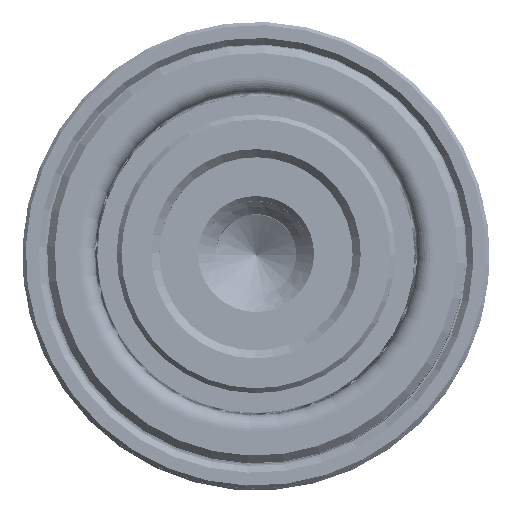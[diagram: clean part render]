
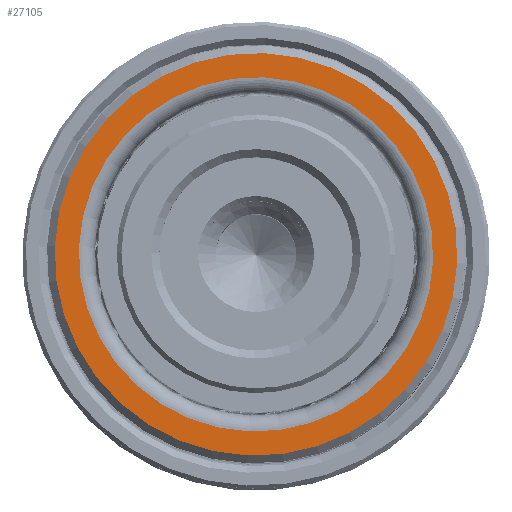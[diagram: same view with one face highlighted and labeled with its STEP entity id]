
A CAD part, top view. The second image highlights one B-rep face of the part: STEP entity #27105.
In plain terms, the highlighted planar face has unit normal (0, 0, 1).
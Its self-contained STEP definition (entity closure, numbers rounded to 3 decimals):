
#118 = DIRECTION ( 'NONE',  ( 1., 0., 0. ) ) ;
#734 = ORIENTED_EDGE ( 'NONE', *, *, #19239, .T. ) ;
#1492 = CARTESIAN_POINT ( 'NONE',  ( 12.5, 0., 40. ) ) ;
#1805 = AXIS2_PLACEMENT_3D ( 'NONE', #15324, #35519, #18211 ) ;
#2232 = CARTESIAN_POINT ( 'NONE',  ( 0., 0., 40. ) ) ;
#5174 = DIRECTION ( 'NONE',  ( 1., 0., 0. ) ) ;
#5314 = CIRCLE ( 'NONE', #33830, 12.5 ) ;
#5757 = CIRCLE ( 'NONE', #1805, 12.5 ) ;
#6081 = CARTESIAN_POINT ( 'NONE',  ( 11., 0., 40. ) ) ;
#8609 = CIRCLE ( 'NONE', #29190, 11. ) ;
#8779 = VERTEX_POINT ( 'NONE', #6081 ) ;
#9963 = ORIENTED_EDGE ( 'NONE', *, *, #10990, .T. ) ;
#9972 = VERTEX_POINT ( 'NONE', #35773 ) ;
#10990 = EDGE_CURVE ( 'NONE', #8779, #9972, #8609, .T. ) ;
#11691 = EDGE_LOOP ( 'NONE', ( #19355, #734 ) ) ;
#11731 = CARTESIAN_POINT ( 'NONE',  ( -12.5, 0., 40. ) ) ;
#12067 = DIRECTION ( 'NONE',  ( 1., 0., 0. ) ) ;
#15324 = CARTESIAN_POINT ( 'NONE',  ( 0., 0., 40. ) ) ;
#16495 = FACE_BOUND ( 'NONE', #23294, .T. ) ;
#16946 = ORIENTED_EDGE ( 'NONE', *, *, #26295, .T. ) ;
#17021 = DIRECTION ( 'NONE',  ( 0., 0., -1. ) ) ;
#17591 = DIRECTION ( 'NONE',  ( 0., 0., 1. ) ) ;
#17758 = CARTESIAN_POINT ( 'NONE',  ( 0., 0., 40. ) ) ;
#18211 = DIRECTION ( 'NONE',  ( 1., 0., 0. ) ) ;
#19239 = EDGE_CURVE ( 'NONE', #30953, #34879, #5314, .T. ) ;
#19355 = ORIENTED_EDGE ( 'NONE', *, *, #35029, .T. ) ;
#22565 = DIRECTION ( 'NONE',  ( 0., 0., -1. ) ) ;
#23294 = EDGE_LOOP ( 'NONE', ( #9963, #16946 ) ) ;
#23534 = PLANE ( 'NONE',  #24341 ) ;
#24341 = AXIS2_PLACEMENT_3D ( 'NONE', #17758, #29408, #12067 ) ;
#25544 = CIRCLE ( 'NONE', #37420, 11. ) ;
#26295 = EDGE_CURVE ( 'NONE', #9972, #8779, #25544, .T. ) ;
#27105 = ADVANCED_FACE ( 'NONE', ( #16495, #31893 ), #23534, .T. ) ;
#29190 = AXIS2_PLACEMENT_3D ( 'NONE', #34317, #17021, #37227 ) ;
#29408 = DIRECTION ( 'NONE',  ( 0., 0., 1. ) ) ;
#30953 = VERTEX_POINT ( 'NONE', #1492 ) ;
#31893 = FACE_OUTER_BOUND ( 'NONE', #11691, .T. ) ;
#33830 = AXIS2_PLACEMENT_3D ( 'NONE', #34894, #17591, #118 ) ;
#34317 = CARTESIAN_POINT ( 'NONE',  ( 0., 0., 40. ) ) ;
#34879 = VERTEX_POINT ( 'NONE', #11731 ) ;
#34894 = CARTESIAN_POINT ( 'NONE',  ( 0., 0., 40. ) ) ;
#35029 = EDGE_CURVE ( 'NONE', #34879, #30953, #5757, .T. ) ;
#35519 = DIRECTION ( 'NONE',  ( 0., 0., 1. ) ) ;
#35773 = CARTESIAN_POINT ( 'NONE',  ( -11., 0., 40. ) ) ;
#37227 = DIRECTION ( 'NONE',  ( 1., 0., 0. ) ) ;
#37420 = AXIS2_PLACEMENT_3D ( 'NONE', #2232, #22565, #5174 ) ;
